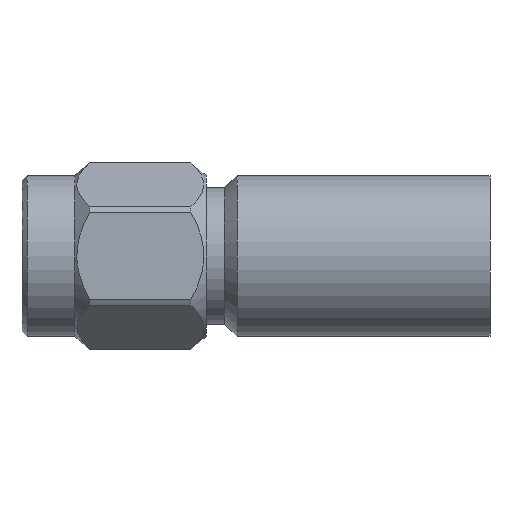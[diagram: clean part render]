
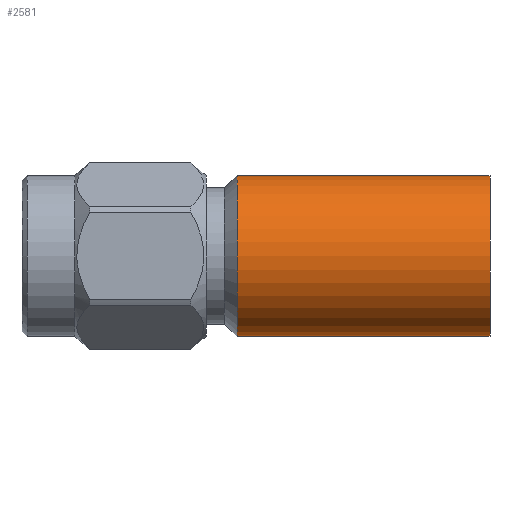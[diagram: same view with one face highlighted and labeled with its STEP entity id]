
A CAD part, front view. The second image highlights one B-rep face of the part: STEP entity #2581.
In plain terms, the highlighted cylindrical face has radius 7.762 mm (diameter 15.525 mm), a partial arc.
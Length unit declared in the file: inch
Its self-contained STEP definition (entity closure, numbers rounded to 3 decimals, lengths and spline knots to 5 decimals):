
#56 = CARTESIAN_POINT ( 'NONE',  ( 0., 0., 0. ) ) ;
#74 = ORIENTED_EDGE ( 'NONE', *, *, #1358, .F. ) ;
#126 = EDGE_CURVE ( 'NONE', #1051, #1950, #382, .T. ) ;
#144 = CARTESIAN_POINT ( 'NONE',  ( 1.74, 0., -0.30561 ) ) ;
#154 = CARTESIAN_POINT ( 'NONE',  ( 0.77888, 0., -0.30561 ) ) ;
#159 = CARTESIAN_POINT ( 'NONE',  ( 1.74, 0., 0.30561 ) ) ;
#220 = EDGE_CURVE ( 'NONE', #2437, #1051, #1255, .T. ) ;
#370 = CARTESIAN_POINT ( 'NONE',  ( 0., 0., -0.30561 ) ) ;
#382 = LINE ( 'NONE', #370, #1721 ) ;
#405 = ORIENTED_EDGE ( 'NONE', *, *, #2561, .F. ) ;
#445 = DIRECTION ( 'NONE',  ( 0., 0., -1. ) ) ;
#512 = VECTOR ( 'NONE', #1387, 39.37008 ) ;
#576 = CARTESIAN_POINT ( 'NONE',  ( 0., 0., 0.30561 ) ) ;
#627 = DIRECTION ( 'NONE',  ( 1., 0., 0. ) ) ;
#760 = VERTEX_POINT ( 'NONE', #159 ) ;
#787 = DIRECTION ( 'NONE',  ( 1., 0., 0. ) ) ;
#818 = CARTESIAN_POINT ( 'NONE',  ( 1.74, 0., 0. ) ) ;
#954 = CIRCLE ( 'NONE', #2536, 0.30561 ) ;
#1038 = ORIENTED_EDGE ( 'NONE', *, *, #126, .T. ) ;
#1042 = CYLINDRICAL_SURFACE ( 'NONE', #1884, 0.30561 ) ;
#1045 = CARTESIAN_POINT ( 'NONE',  ( 0.77888, 0., 0. ) ) ;
#1051 = VERTEX_POINT ( 'NONE', #154 ) ;
#1167 = LINE ( 'NONE', #576, #512 ) ;
#1233 = DIRECTION ( 'NONE',  ( 0., 0., -1. ) ) ;
#1245 = DIRECTION ( 'NONE',  ( 0., 0., -1. ) ) ;
#1255 = CIRCLE ( 'NONE', #2540, 0.30561 ) ;
#1358 = EDGE_CURVE ( 'NONE', #2437, #760, #1167, .T. ) ;
#1387 = DIRECTION ( 'NONE',  ( 1., 0., 0. ) ) ;
#1721 = VECTOR ( 'NONE', #787, 39.37008 ) ;
#1747 = ORIENTED_EDGE ( 'NONE', *, *, #220, .T. ) ;
#1829 = FACE_OUTER_BOUND ( 'NONE', #2563, .T. ) ;
#1868 = DIRECTION ( 'NONE',  ( 1., 0., 0. ) ) ;
#1884 = AXIS2_PLACEMENT_3D ( 'NONE', #56, #627, #1245 ) ;
#1950 = VERTEX_POINT ( 'NONE', #144 ) ;
#2437 = VERTEX_POINT ( 'NONE', #2616 ) ;
#2495 = DIRECTION ( 'NONE',  ( 1., 0., 0. ) ) ;
#2536 = AXIS2_PLACEMENT_3D ( 'NONE', #818, #2495, #1233 ) ;
#2540 = AXIS2_PLACEMENT_3D ( 'NONE', #1045, #1868, #445 ) ;
#2561 = EDGE_CURVE ( 'NONE', #760, #1950, #954, .T. ) ;
#2563 = EDGE_LOOP ( 'NONE', ( #74, #1747, #1038, #405 ) ) ;
#2581 = ADVANCED_FACE ( 'NONE', ( #1829 ), #1042, .T. ) ;
#2616 = CARTESIAN_POINT ( 'NONE',  ( 0.77888, 0., 0.30561 ) ) ;
